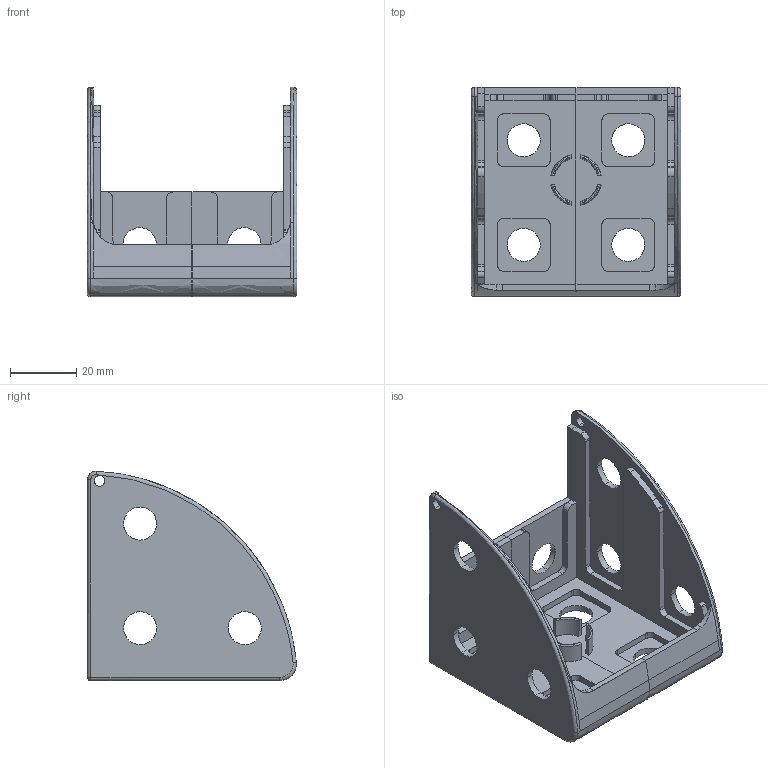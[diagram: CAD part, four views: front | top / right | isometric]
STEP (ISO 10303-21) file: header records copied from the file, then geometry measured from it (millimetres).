
FILE_DESCRIPTION((''),'2;1');
FILE_NAME('OK.stp','2020-04-21T01:29:47',(''),(''),'AutoCAD STEP 2000i','AutoCAD 2000i',', , ');
FILE_SCHEMA(('CONFIG_CONTROL_DESIGN'));
Length unit declared in the file: millimetre
Products named in the file (1): OK
Bounding box: 63.45 x 63.18 x 63.37 mm (x, y, z)
Surface area: 25398.6 mm2 (no closed solid volume)
Topology: 0 solids, 0 shells, 280 faces, 1590 edges, 1588 vertices
Faces by surface type: bspline 280
Entity records: 24800 total; most frequent: CARTESIAN_POINT 18525, QUASI_UNIFORM_CURVE 1863, PCURVE 1576, COMPOSITE_CURVE_SEGMENT 1576, B_SPLINE_CURVE_WITH_KNOTS 475, CURVE_BOUNDED_SURFACE 280, OUTER_BOUNDARY_CURVE 278, B_SPLINE_SURFACE_WITH_KNOTS 88
